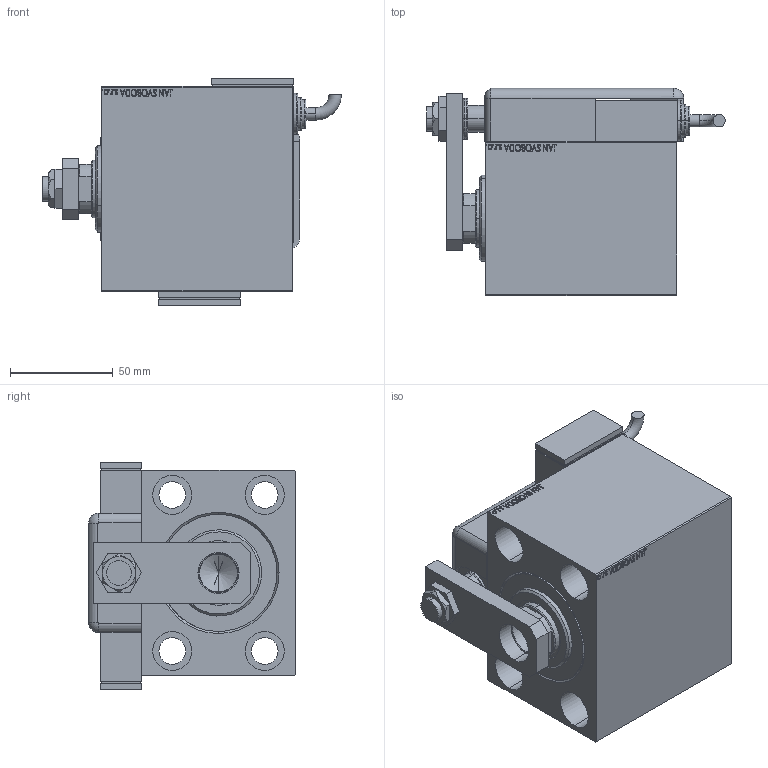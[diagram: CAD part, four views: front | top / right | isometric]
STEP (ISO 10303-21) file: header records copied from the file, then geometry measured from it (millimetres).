
FILE_DESCRIPTION (( 'STEP AP203' ), '1' );
FILE_NAME ('f991.STEP', '2024-02-11T14:50:57', ( '' ), ( '' ), 'SwSTEP 2.0', 'SolidWorks 2019', '' );
FILE_SCHEMA (( 'CONFIG_CONTROL_DESIGN' ));
Length unit declared in the file: millimetre
Products named in the file (13): MAGNETIC SWITCH Q 6edb3a09fac1e6166e1768a2c1ae708f; V450CM_C_VCP 6edb3a09fac1e6166e1768a2c1ae708f; NUT_D19 6edb3a09fac1e6166e1768a2c1ae708f; SWITCH Q 6edb3a09fac1e6166e1768a2c1ae708f; TYC 6edb3a09fac1e6166e1768a2c1ae708f; SWITCH DIM A_G 6edb3a09fac1e6166e1768a2c1ae708f; V450CM_C_Body 6edb3a09fac1e6166e1768a2c1ae708f; V450CM_VC_B 6edb3a09fac1e6166e1768a2c1ae708f; ZARAZKA_Q 6edb3a09fac1e6166e1768a2c1ae708f; f991; KRYT 6edb3a09fac1e6166e1768a2c1ae708f; NUT_D13 6edb3a09fac1e6166e1768a2c1ae708f; SWITCH_Q_FRONT_BACK 6edb3a09fac1e6166e1768a2c1ae708f
Assembly tree (13 placements, depth 3):
  f991
    V450CM_C_Body 6edb3a09fac1e6166e1768a2c1ae708f
    V450CM_C_VCP 6edb3a09fac1e6166e1768a2c1ae708f
    V450CM_VC_B 6edb3a09fac1e6166e1768a2c1ae708f
    MAGNETIC SWITCH Q 6edb3a09fac1e6166e1768a2c1ae708f
      SWITCH_Q_FRONT_BACK 6edb3a09fac1e6166e1768a2c1ae708f
      TYC 6edb3a09fac1e6166e1768a2c1ae708f
      ZARAZKA_Q 6edb3a09fac1e6166e1768a2c1ae708f
      SWITCH DIM A_G 6edb3a09fac1e6166e1768a2c1ae708f
      NUT_D19 6edb3a09fac1e6166e1768a2c1ae708f
      NUT_D13 6edb3a09fac1e6166e1768a2c1ae708f
      KRYT 6edb3a09fac1e6166e1768a2c1ae708f
      SWITCH Q 6edb3a09fac1e6166e1768a2c1ae708f  x2
Bounding box: 145.46 x 100.8 x 111 mm (x, y, z)
Volume: 754541.1 mm3; surface area: 148741 mm2
Topology: 13 solids, 13 shells, 1250 faces, 3167 edges, 2091 vertices
Faces by surface type: plane 616, bspline 471, cylinder 117, cone 22, torus 22, sphere 2
Entity records: 59814 total; most frequent: CARTESIAN_POINT 32158, ORIENTED_EDGE 6138, DIRECTION 3891, EDGE_CURVE 3069, VERTEX_POINT 2031, VECTOR 1827, LINE 1827, EDGE_LOOP 1384
